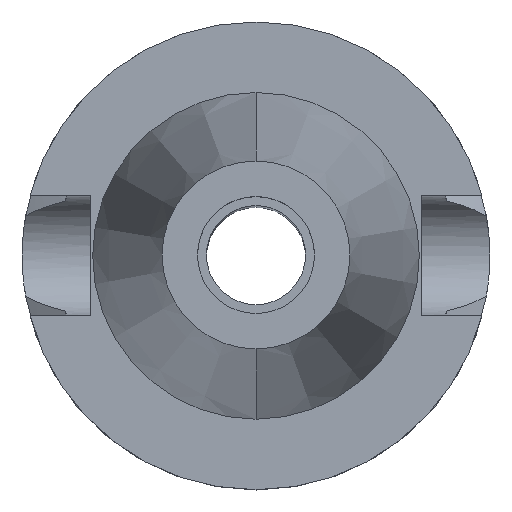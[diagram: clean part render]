
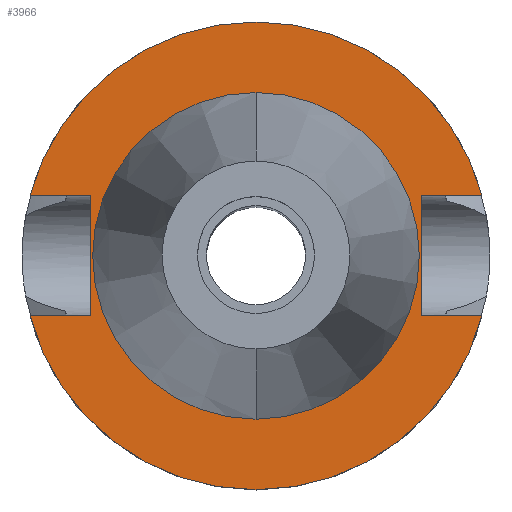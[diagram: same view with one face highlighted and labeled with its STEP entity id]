
A CAD part, top view. The second image highlights one B-rep face of the part: STEP entity #3966.
In plain terms, the highlighted planar face has unit normal (0, 0, 1).
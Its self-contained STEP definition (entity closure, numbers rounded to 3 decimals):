
#1661=DIRECTION('',(1.,0.,0.));
#1662=VECTOR('',#1661,12.921);
#1663=CARTESIAN_POINT('',(35.4,12.85,-1.5));
#1664=LINE('',#1663,#1662);
#1708=DIRECTION('',(0.,1.,0.));
#1709=VECTOR('',#1708,25.7);
#1710=CARTESIAN_POINT('',(-35.4,-12.85,-1.5));
#1711=LINE('',#1710,#1709);
#1715=DIRECTION('',(-1.,0.,0.));
#1716=VECTOR('',#1715,12.921);
#1717=CARTESIAN_POINT('',(-35.4,12.85,-1.5));
#1718=LINE('',#1717,#1716);
#1722=CARTESIAN_POINT('',(0.,0.,-1.5));
#1723=DIRECTION('',(0.,0.,-1.));
#1724=DIRECTION('',(-0.966,0.257,0.));
#1725=AXIS2_PLACEMENT_3D('',#1722,#1723,#1724);
#1730=CARTESIAN_POINT('',(0.,0.,-1.5));
#1731=DIRECTION('',(0.,0.,-1.));
#1732=DIRECTION('',(0.,1.,0.));
#1733=AXIS2_PLACEMENT_3D('',#1730,#1731,#1732);
#1738=DIRECTION('',(0.,-1.,0.));
#1739=VECTOR('',#1738,25.7);
#1740=CARTESIAN_POINT('',(35.4,12.85,-1.5));
#1741=LINE('',#1740,#1739);
#1745=DIRECTION('',(1.,0.,0.));
#1746=VECTOR('',#1745,12.921);
#1747=CARTESIAN_POINT('',(35.4,-12.85,-1.5));
#1748=LINE('',#1747,#1746);
#1752=CARTESIAN_POINT('',(0.,0.,-1.5));
#1753=DIRECTION('',(0.,0.,-1.));
#1754=DIRECTION('',(0.966,-0.257,0.));
#1755=AXIS2_PLACEMENT_3D('',#1752,#1753,#1754);
#1760=CARTESIAN_POINT('',(0.,0.,-1.5));
#1761=DIRECTION('',(0.,0.,-1.));
#1762=DIRECTION('',(0.,-1.,0.));
#1763=AXIS2_PLACEMENT_3D('',#1760,#1761,#1762);
#1768=CARTESIAN_POINT('',(0.,0.,-1.5));
#1769=DIRECTION('',(0.,0.,1.));
#1770=DIRECTION('',(0.,-1.,0.));
#1771=AXIS2_PLACEMENT_3D('',#1768,#1769,#1770);
#1776=CARTESIAN_POINT('',(0.,0.,-1.5));
#1777=DIRECTION('',(0.,0.,1.));
#1778=DIRECTION('',(0.,1.,0.));
#1779=AXIS2_PLACEMENT_3D('',#1776,#1777,#1778);
#1814=DIRECTION('',(-1.,0.,0.));
#1815=VECTOR('',#1814,12.921);
#1816=CARTESIAN_POINT('',(-35.4,-12.85,-1.5));
#1817=LINE('',#1816,#1815);
#2738=CARTESIAN_POINT('',(-35.4,-12.85,-1.5));
#2739=VERTEX_POINT('',#2738);
#2740=CARTESIAN_POINT('',(-48.321,-12.85,-1.5));
#2741=VERTEX_POINT('',#2740);
#2744=CARTESIAN_POINT('',(-35.4,12.85,-1.5));
#2745=VERTEX_POINT('',#2744);
#2746=CARTESIAN_POINT('',(-48.321,12.85,-1.5));
#2747=VERTEX_POINT('',#2746);
#2748=CARTESIAN_POINT('',(0.,50.,-1.5));
#2749=CARTESIAN_POINT('',(48.321,12.85,-1.5));
#2750=VERTEX_POINT('',#2748);
#2751=VERTEX_POINT('',#2749);
#2752=CARTESIAN_POINT('',(35.4,12.85,-1.5));
#2753=VERTEX_POINT('',#2752);
#2754=CARTESIAN_POINT('',(35.4,-12.85,-1.5));
#2755=VERTEX_POINT('',#2754);
#2756=CARTESIAN_POINT('',(48.321,-12.85,-1.5));
#2757=VERTEX_POINT('',#2756);
#2758=CARTESIAN_POINT('',(0.,-50.,-1.5));
#2759=VERTEX_POINT('',#2758);
#2760=CARTESIAN_POINT('',(0.,-34.925,-1.5));
#2761=CARTESIAN_POINT('',(0.,34.925,-1.5));
#2762=VERTEX_POINT('',#2760);
#2763=VERTEX_POINT('',#2761);
#3935=CARTESIAN_POINT('',(0.,0.,-1.5));
#3936=DIRECTION('',(0.,0.,-1.));
#3937=DIRECTION('',(0.,-1.,0.));
#3938=AXIS2_PLACEMENT_3D('',#3935,#3936,#3937);
#3939=PLANE('',#3938);
#3941=ORIENTED_EDGE('',*,*,#3940,.T.);
#3943=ORIENTED_EDGE('',*,*,#3942,.T.);
#3945=ORIENTED_EDGE('',*,*,#3944,.T.);
#3947=ORIENTED_EDGE('',*,*,#3946,.T.);
#3948=ORIENTED_EDGE('',*,*,#3911,.F.);
#3949=ORIENTED_EDGE('',*,*,#3925,.T.);
#3951=ORIENTED_EDGE('',*,*,#3950,.T.);
#3953=ORIENTED_EDGE('',*,*,#3952,.T.);
#3955=ORIENTED_EDGE('',*,*,#3954,.T.);
#3957=ORIENTED_EDGE('',*,*,#3956,.F.);
#3958=EDGE_LOOP('',(#3941,#3943,#3945,#3947,#3948,#3949,#3951,#3953,#3955,
#3957));
#3959=FACE_OUTER_BOUND('',#3958,.F.);
#3961=ORIENTED_EDGE('',*,*,#3960,.T.);
#3963=ORIENTED_EDGE('',*,*,#3962,.T.);
#3964=EDGE_LOOP('',(#3961,#3963));
#3965=FACE_BOUND('',#3964,.F.);
#1726=CIRCLE('',#1725,50.);
#1734=CIRCLE('',#1733,50.);
#1756=CIRCLE('',#1755,50.);
#1764=CIRCLE('',#1763,50.);
#1772=CIRCLE('',#1771,34.925);
#1780=CIRCLE('',#1779,34.925);
#3911=EDGE_CURVE('',#2753,#2751,#1664,.T.);
#3925=EDGE_CURVE('',#2753,#2755,#1741,.T.);
#3940=EDGE_CURVE('',#2739,#2745,#1711,.T.);
#3942=EDGE_CURVE('',#2745,#2747,#1718,.T.);
#3944=EDGE_CURVE('',#2747,#2750,#1726,.T.);
#3946=EDGE_CURVE('',#2750,#2751,#1734,.T.);
#3950=EDGE_CURVE('',#2755,#2757,#1748,.T.);
#3952=EDGE_CURVE('',#2757,#2759,#1756,.T.);
#3954=EDGE_CURVE('',#2759,#2741,#1764,.T.);
#3956=EDGE_CURVE('',#2739,#2741,#1817,.T.);
#3960=EDGE_CURVE('',#2762,#2763,#1772,.T.);
#3962=EDGE_CURVE('',#2763,#2762,#1780,.T.);
#3966=ADVANCED_FACE('',(#3959,#3965),#3939,.F.);
